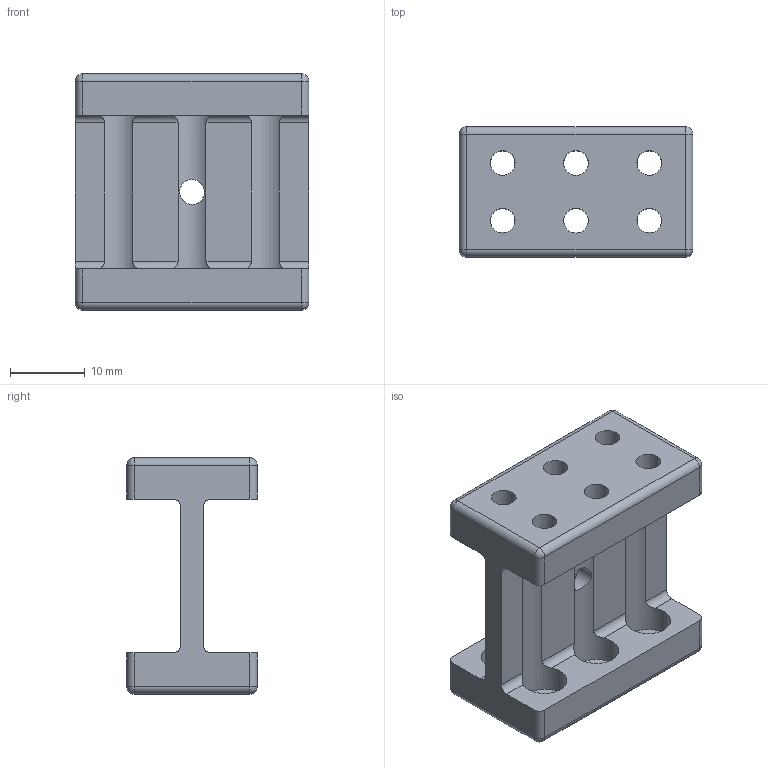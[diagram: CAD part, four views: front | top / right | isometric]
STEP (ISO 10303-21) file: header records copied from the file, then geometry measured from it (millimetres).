
FILE_DESCRIPTION(/* description */ (''),/* implementation_level */ '2;1');
FILE_NAME(/* name */ 'Misumi Connector.stp',/* time_stamp */ '2019-10-08T11:54:24-04:00',/* author */ ('ARY4474'),/* organization */ (''),/* preprocessor_version */ 'ST-DEVELOPER v17',/* originating_system */ 'Autodesk Inventor 2019',/* authorisation */ '');
FILE_SCHEMA (('AUTOMOTIVE_DESIGN { 1 0 10303 214 3 1 1 }'));
Length unit declared in the file: inch
Products named in the file (1): Misumi Connector
Bounding box: 31.16 x 17.4 x 31.5 mm (x, y, z)
Volume: 6279.2 mm3; surface area: 5194.9 mm2
Topology: 1 solids, 1 shells, 91 faces, 243 edges, 154 vertices
Faces by surface type: cylinder 51, plane 32, sphere 8
Full cylindrical faces by diameter (mm): 3.302 x13, 6 x6
Entity records: 3216 total; most frequent: CARTESIAN_POINT 819, DIRECTION 501, ORIENTED_EDGE 486, EDGE_CURVE 243, AXIS2_PLACEMENT_3D 192, VERTEX_POINT 154, LINE 117, VECTOR 117
